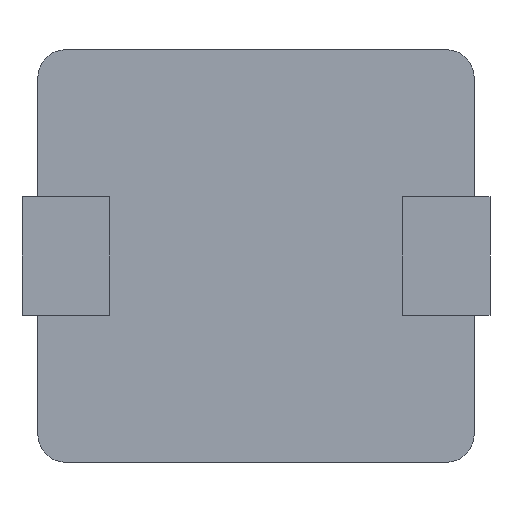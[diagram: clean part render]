
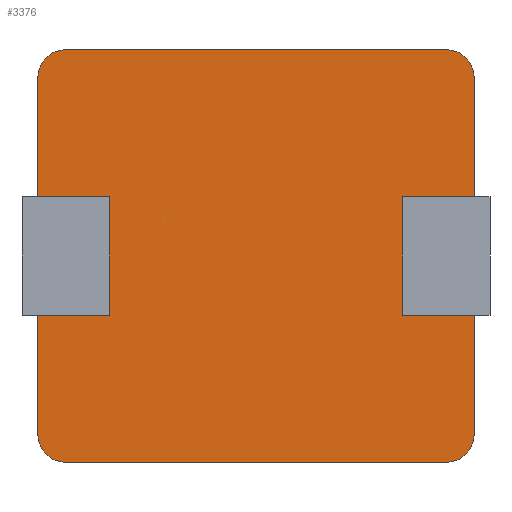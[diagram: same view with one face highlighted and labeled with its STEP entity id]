
A CAD part, front view. The second image highlights one B-rep face of the part: STEP entity #3376.
In plain terms, the highlighted planar face has unit normal (0, -1, 0).
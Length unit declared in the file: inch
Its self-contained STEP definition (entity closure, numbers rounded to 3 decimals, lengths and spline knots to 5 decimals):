
#1=DIRECTION('',(0.,0.,-1.));
#2=VECTOR('',#1,1.5);
#3=CARTESIAN_POINT('',(-1.85,0.,0.75));
#4=LINE('',#3,#2);
#5=DIRECTION('',(1.,0.,0.));
#6=VECTOR('',#5,0.9);
#7=CARTESIAN_POINT('',(-2.75,0.,0.75));
#8=LINE('',#7,#6);
#9=DIRECTION('',(0.,0.,1.));
#10=VECTOR('',#9,1.5);
#11=CARTESIAN_POINT('',(-2.75,0.,0.75));
#12=LINE('',#11,#10);
#13=CARTESIAN_POINT('',(-2.4,0.,2.25));
#14=DIRECTION('',(0.,-1.,0.));
#15=DIRECTION('',(0.,0.,1.));
#16=AXIS2_PLACEMENT_3D('',#13,#14,#15);
#18=DIRECTION('',(1.,0.,0.));
#19=VECTOR('',#18,4.8);
#20=CARTESIAN_POINT('',(-2.4,0.,2.6));
#21=LINE('',#20,#19);
#22=CARTESIAN_POINT('',(2.4,0.,2.25));
#23=DIRECTION('',(0.,-1.,0.));
#24=DIRECTION('',(1.,0.,0.));
#25=AXIS2_PLACEMENT_3D('',#22,#23,#24);
#27=DIRECTION('',(0.,0.,-1.));
#28=VECTOR('',#27,1.5);
#29=CARTESIAN_POINT('',(2.75,0.,2.25));
#30=LINE('',#29,#28);
#31=DIRECTION('',(-1.,0.,0.));
#32=VECTOR('',#31,0.9);
#33=CARTESIAN_POINT('',(2.75,0.,0.75));
#34=LINE('',#33,#32);
#35=DIRECTION('',(0.,0.,-1.));
#36=VECTOR('',#35,1.5);
#37=CARTESIAN_POINT('',(1.85,0.,0.75));
#38=LINE('',#37,#36);
#39=DIRECTION('',(-1.,0.,0.));
#40=VECTOR('',#39,0.9);
#41=CARTESIAN_POINT('',(2.75,0.,-0.75));
#42=LINE('',#41,#40);
#43=DIRECTION('',(0.,0.,-1.));
#44=VECTOR('',#43,1.5);
#45=CARTESIAN_POINT('',(2.75,0.,-0.75));
#46=LINE('',#45,#44);
#47=CARTESIAN_POINT('',(2.4,0.,-2.25));
#48=DIRECTION('',(0.,-1.,0.));
#49=DIRECTION('',(0.,0.,-1.));
#50=AXIS2_PLACEMENT_3D('',#47,#48,#49);
#52=DIRECTION('',(-1.,0.,0.));
#53=VECTOR('',#52,4.8);
#54=CARTESIAN_POINT('',(2.4,0.,-2.6));
#55=LINE('',#54,#53);
#56=CARTESIAN_POINT('',(-2.4,0.,-2.25));
#57=DIRECTION('',(0.,-1.,0.));
#58=DIRECTION('',(-1.,0.,0.));
#59=AXIS2_PLACEMENT_3D('',#56,#57,#58);
#61=DIRECTION('',(0.,0.,1.));
#62=VECTOR('',#61,1.5);
#63=CARTESIAN_POINT('',(-2.75,0.,-2.25));
#64=LINE('',#63,#62);
#65=DIRECTION('',(1.,0.,0.));
#66=VECTOR('',#65,0.9);
#67=CARTESIAN_POINT('',(-2.75,0.,-0.75));
#68=LINE('',#67,#66);
#2505=CARTESIAN_POINT('',(-2.75,0.,-2.25));
#2506=CARTESIAN_POINT('',(-2.4,0.,-2.6));
#2507=VERTEX_POINT('',#2505);
#2508=VERTEX_POINT('',#2506);
#2513=CARTESIAN_POINT('',(2.4,0.,-2.6));
#2514=CARTESIAN_POINT('',(2.75,0.,-2.25));
#2515=VERTEX_POINT('',#2513);
#2516=VERTEX_POINT('',#2514);
#2521=CARTESIAN_POINT('',(-2.4,0.,2.6));
#2522=CARTESIAN_POINT('',(-2.75,0.,2.25));
#2523=VERTEX_POINT('',#2521);
#2524=VERTEX_POINT('',#2522);
#2529=CARTESIAN_POINT('',(2.75,0.,2.25));
#2530=CARTESIAN_POINT('',(2.4,0.,2.6));
#2531=VERTEX_POINT('',#2529);
#2532=VERTEX_POINT('',#2530);
#2569=CARTESIAN_POINT('',(1.85,0.,0.75));
#2570=CARTESIAN_POINT('',(1.85,0.,-0.75));
#2571=VERTEX_POINT('',#2569);
#2572=VERTEX_POINT('',#2570);
#2573=CARTESIAN_POINT('',(2.75,0.,0.75));
#2574=VERTEX_POINT('',#2573);
#2575=CARTESIAN_POINT('',(2.75,0.,-0.75));
#2576=VERTEX_POINT('',#2575);
#2609=CARTESIAN_POINT('',(-1.85,0.,0.75));
#2610=VERTEX_POINT('',#2609);
#2611=CARTESIAN_POINT('',(-1.85,0.,-0.75));
#2612=VERTEX_POINT('',#2611);
#2613=CARTESIAN_POINT('',(-2.75,0.,0.75));
#2614=VERTEX_POINT('',#2613);
#2615=CARTESIAN_POINT('',(-2.75,0.,-0.75));
#2616=VERTEX_POINT('',#2615);
#3337=CARTESIAN_POINT('',(0.,0.,0.));
#3338=DIRECTION('',(0.,1.,0.));
#3339=DIRECTION('',(1.,0.,0.));
#3340=AXIS2_PLACEMENT_3D('',#3337,#3338,#3339);
#3341=PLANE('',#3340);
#3343=ORIENTED_EDGE('',*,*,#3342,.F.);
#3345=ORIENTED_EDGE('',*,*,#3344,.F.);
#3347=ORIENTED_EDGE('',*,*,#3346,.T.);
#3349=ORIENTED_EDGE('',*,*,#3348,.F.);
#3351=ORIENTED_EDGE('',*,*,#3350,.T.);
#3353=ORIENTED_EDGE('',*,*,#3352,.F.);
#3355=ORIENTED_EDGE('',*,*,#3354,.T.);
#3357=ORIENTED_EDGE('',*,*,#3356,.T.);
#3359=ORIENTED_EDGE('',*,*,#3358,.T.);
#3361=ORIENTED_EDGE('',*,*,#3360,.F.);
#3363=ORIENTED_EDGE('',*,*,#3362,.T.);
#3365=ORIENTED_EDGE('',*,*,#3364,.F.);
#3367=ORIENTED_EDGE('',*,*,#3366,.T.);
#3369=ORIENTED_EDGE('',*,*,#3368,.F.);
#3371=ORIENTED_EDGE('',*,*,#3370,.T.);
#3373=ORIENTED_EDGE('',*,*,#3372,.T.);
#3374=EDGE_LOOP('',(#3343,#3345,#3347,#3349,#3351,#3353,#3355,#3357,#3359,#3361,
#3363,#3365,#3367,#3369,#3371,#3373));
#3375=FACE_OUTER_BOUND('',#3374,.F.);
#3376=ADVANCED_FACE('',(#3375),#3341,.F.);
#17=CIRCLE('',#16,0.35);
#26=CIRCLE('',#25,0.35);
#51=CIRCLE('',#50,0.35);
#60=CIRCLE('',#59,0.35);
#3342=EDGE_CURVE('',#2610,#2612,#4,.T.);
#3344=EDGE_CURVE('',#2614,#2610,#8,.T.);
#3346=EDGE_CURVE('',#2614,#2524,#12,.T.);
#3348=EDGE_CURVE('',#2523,#2524,#17,.T.);
#3350=EDGE_CURVE('',#2523,#2532,#21,.T.);
#3352=EDGE_CURVE('',#2531,#2532,#26,.T.);
#3354=EDGE_CURVE('',#2531,#2574,#30,.T.);
#3356=EDGE_CURVE('',#2574,#2571,#34,.T.);
#3358=EDGE_CURVE('',#2571,#2572,#38,.T.);
#3360=EDGE_CURVE('',#2576,#2572,#42,.T.);
#3362=EDGE_CURVE('',#2576,#2516,#46,.T.);
#3364=EDGE_CURVE('',#2515,#2516,#51,.T.);
#3366=EDGE_CURVE('',#2515,#2508,#55,.T.);
#3368=EDGE_CURVE('',#2507,#2508,#60,.T.);
#3370=EDGE_CURVE('',#2507,#2616,#64,.T.);
#3372=EDGE_CURVE('',#2616,#2612,#68,.T.);
